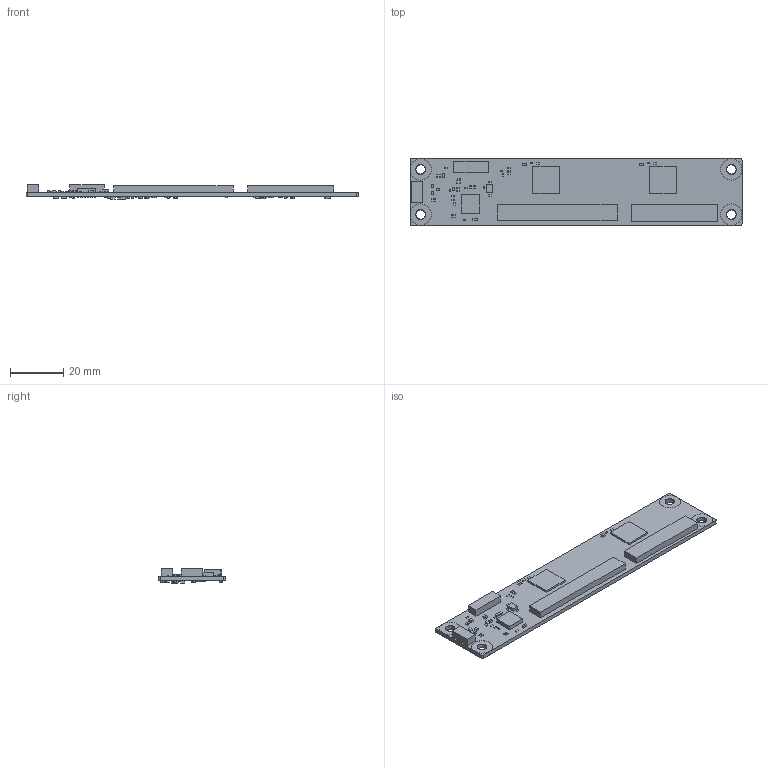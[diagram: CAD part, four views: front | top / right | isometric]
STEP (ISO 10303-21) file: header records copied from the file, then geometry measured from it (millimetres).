
FILE_DESCRIPTION(/* description */ (''),/* implementation_level */ '2;1');
FILE_NAME(/* name */ 'DUS3200.stp',/* time_stamp */ '2022-07-20T17:06:11+09:00',/* author */ (''),/* organization */ (''),/* preprocessor_version */ 'ST-DEVELOPER v18.1',/* originating_system */ 'Autodesk Inventor 2020',/* authorisation */ '');
FILE_SCHEMA (('AUTOMOTIVE_DESIGN { 1 0 10303 214 3 1 1 }'));
Length unit declared in the file: millimetre
Products named in the file (1): DUS3200
Bounding box: 125 x 25 x 5.5 mm (x, y, z)
Volume: 6701.9 mm3; surface area: 7676.2 mm2
Topology: 1 solids, 1 shells, 591 faces, 1432 edges, 968 vertices
Faces by surface type: plane 567, cylinder 24
Full cylindrical faces by diameter (mm): 3.5 x4, 3.7 x8, 8 x8
Entity records: 17085 total; most frequent: CARTESIAN_POINT 2992, ORIENTED_EDGE 2864, DIRECTION 2704, EDGE_CURVE 1432, LINE 1344, VECTOR 1344, VERTEX_POINT 968, EDGE_LOOP 724
